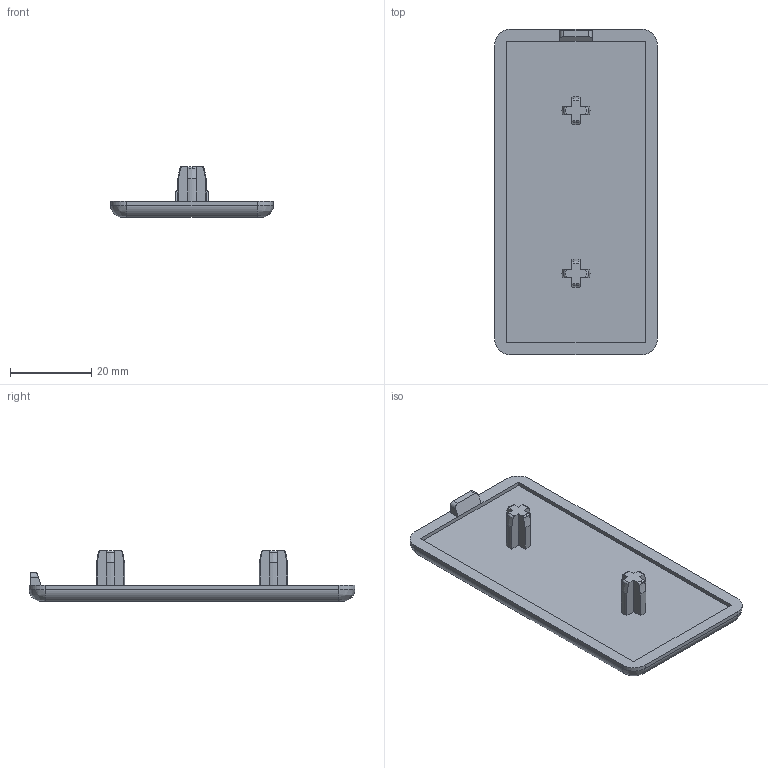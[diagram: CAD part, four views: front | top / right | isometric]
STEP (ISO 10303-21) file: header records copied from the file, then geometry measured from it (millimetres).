
FILE_DESCRIPTION (( 'STEP AP214' ), '1' );
FILE_NAME ('BASE08E1332-Embout 8 80x40 -sans logo.step', '2023-03-24T09:45:44', ( 'Altae' ), ( '' ), 'SwSTEP 2.0', 'SolidWorks 2021', '' );
FILE_SCHEMA (( 'AUTOMOTIVE_DESIGN' ));
Length unit declared in the file: millimetre
Products named in the file (1): BASE08E1332-Embout 8 80x40 -sans logo
Bounding box: 40 x 80 x 12.5 mm (x, y, z)
Volume: 10265.3 mm3; surface area: 7748.5 mm2
Topology: 1 solids, 1 shells, 78 faces, 207 edges, 134 vertices
Faces by surface type: plane 34, cylinder 20, bspline 14, cone 10
Entity records: 2669 total; most frequent: CARTESIAN_POINT 810, ORIENTED_EDGE 414, DIRECTION 341, EDGE_CURVE 207, VERTEX_POINT 134, AXIS2_PLACEMENT_3D 117, LINE 107, VECTOR 107
